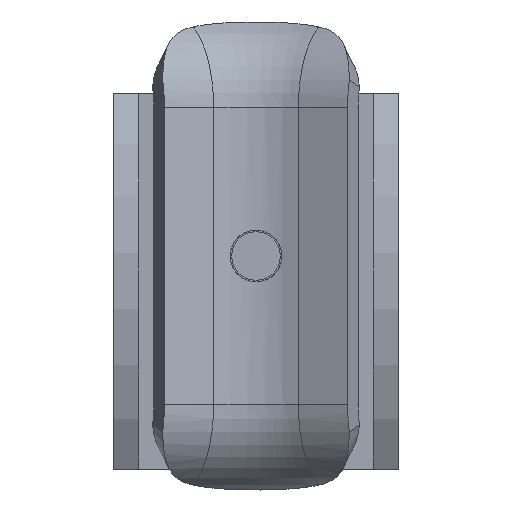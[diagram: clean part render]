
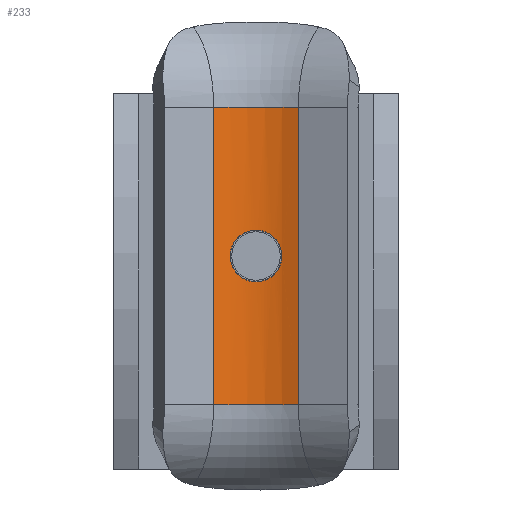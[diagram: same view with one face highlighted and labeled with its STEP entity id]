
A CAD part, front view. The second image highlights one B-rep face of the part: STEP entity #233.
In plain terms, the highlighted cylindrical face has radius 6 mm (diameter 12 mm), a partial arc.
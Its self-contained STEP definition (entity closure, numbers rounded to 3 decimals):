
#16 = EDGE_LOOP ( 'NONE', ( #262, #837, #1437, #1842 ) ) ;
#38 = CARTESIAN_POINT ( 'NONE',  ( -0.778, 1.884, 1.345 ) ) ;
#54 = VERTEX_POINT ( 'NONE', #3004 ) ;
#85 = DIRECTION ( 'NONE',  ( 1., 0., 0. ) ) ;
#233 = ADVANCED_FACE ( 'NONE', ( #4256, #1402 ), #3237, .F. ) ;
#262 = ORIENTED_EDGE ( 'NONE', *, *, #4460, .T. ) ;
#307 = CARTESIAN_POINT ( 'NONE',  ( 0.103, 1.934, -1.55 ) ) ;
#383 = CARTESIAN_POINT ( 'NONE',  ( -0.202, 1.934, 1.55 ) ) ;
#389 = DIRECTION ( 'NONE',  ( 1., 0., 0. ) ) ;
#427 = CARTESIAN_POINT ( 'NONE',  ( -0.946, 1.859, 1.232 ) ) ;
#496 = CARTESIAN_POINT ( 'NONE',  ( 2.536, 1.372, 8.89 ) ) ;
#503 = DIRECTION ( 'NONE',  ( 0., 0., 1. ) ) ;
#534 = CARTESIAN_POINT ( 'NONE',  ( -0.404, 1.921, -1.5 ) ) ;
#546 = CARTESIAN_POINT ( 'NONE',  ( -2.536, 1.372, -15. ) ) ;
#556 = CARTESIAN_POINT ( 'NONE',  ( -0.955, 1.859, -1.238 ) ) ;
#574 = AXIS2_PLACEMENT_3D ( 'NONE', #4042, #1959, #3370 ) ;
#580 = CARTESIAN_POINT ( 'NONE',  ( -0.503, 1.914, -1.47 ) ) ;
#644 = B_SPLINE_CURVE_WITH_KNOTS ( 'NONE', 3,
 ( #2031, #307, #2403, #3798, #1714, #1361, #2769, #1229, #2345, #2895, #2936, #1186, #3633, #3290, #2926, #2855, #4292, #2508, #4250, #2554, #2132, #2153, #3884, #3947, #813, #2202, #3534, #383, #1773, #724, #38, #427, #2577, #1823, #1473, #1516, #2881, #4315, #1423, #2833, #4227, #1085, #2487, #2992, #2249, #556, #3647, #580, #534, #1220, #3277, #3016 ),
 .UNSPECIFIED., .T., .F.,
 ( 4, 2, 2, 2, 2, 2, 2, 2, 2, 2, 2, 2, 2, 2, 2, 2, 2, 2, 2, 2, 2, 2, 2, 2, 2, 4 ),
 ( 0., 0., 0.001, 0.001, 0.001, 0.002, 0.002, 0.003, 0.003, 0.004, 0.004, 0.004, 0.005, 0.005, 0.005, 0.006, 0.006, 0.006, 0.007, 0.007, 0.008, 0.008, 0.009, 0.009, 0.009, 0.01 ),
 .UNSPECIFIED. ) ;
#724 = CARTESIAN_POINT ( 'NONE',  ( -0.687, 1.895, 1.393 ) ) ;
#757 = CARTESIAN_POINT ( 'NONE',  ( 0., 1.934, -1.55 ) ) ;
#813 = CARTESIAN_POINT ( 'NONE',  ( 0.405, 1.921, 1.5 ) ) ;
#837 = ORIENTED_EDGE ( 'NONE', *, *, #1379, .T. ) ;
#1085 = CARTESIAN_POINT ( 'NONE',  ( -1.501, 1.743, -0.402 ) ) ;
#1103 = DIRECTION ( 'NONE',  ( 0., 0., 1. ) ) ;
#1114 = CARTESIAN_POINT ( 'NONE',  ( 2.536, 1.372, -8.89 ) ) ;
#1186 = CARTESIAN_POINT ( 'NONE',  ( 1.509, 1.742, -0.409 ) ) ;
#1220 = CARTESIAN_POINT ( 'NONE',  ( -0.204, 1.931, -1.54 ) ) ;
#1229 = CARTESIAN_POINT ( 'NONE',  ( 0.946, 1.859, -1.232 ) ) ;
#1231 = LINE ( 'NONE', #546, #3140 ) ;
#1268 = CARTESIAN_POINT ( 'NONE',  ( -2.536, 1.372, -8.89 ) ) ;
#1360 = DIRECTION ( 'NONE',  ( 0., 0., 1. ) ) ;
#1361 = CARTESIAN_POINT ( 'NONE',  ( 0.689, 1.895, -1.392 ) ) ;
#1379 = EDGE_CURVE ( 'NONE', #2585, #54, #4063, .T. ) ;
#1402 = FACE_OUTER_BOUND ( 'NONE', #16, .T. ) ;
#1423 = CARTESIAN_POINT ( 'NONE',  ( -1.55, 1.73, 0.205 ) ) ;
#1437 = ORIENTED_EDGE ( 'NONE', *, *, #4131, .F. ) ;
#1473 = CARTESIAN_POINT ( 'NONE',  ( -1.232, 1.806, 0.946 ) ) ;
#1516 = CARTESIAN_POINT ( 'NONE',  ( -1.344, 1.782, 0.779 ) ) ;
#1540 = VERTEX_POINT ( 'NONE', #1114 ) ;
#1714 = CARTESIAN_POINT ( 'NONE',  ( 0.501, 1.914, -1.47 ) ) ;
#1773 = CARTESIAN_POINT ( 'NONE',  ( -0.407, 1.923, 1.509 ) ) ;
#1823 = CARTESIAN_POINT ( 'NONE',  ( -1.167, 1.82, 1.025 ) ) ;
#1842 = ORIENTED_EDGE ( 'NONE', *, *, #2670, .F. ) ;
#1905 = VECTOR ( 'NONE', #1360, 1000. ) ;
#1959 = DIRECTION ( 'NONE',  ( 0., 0., 1. ) ) ;
#2031 = CARTESIAN_POINT ( 'NONE',  ( 0., 1.934, -1.55 ) ) ;
#2132 = CARTESIAN_POINT ( 'NONE',  ( 0.947, 1.859, 1.232 ) ) ;
#2153 = CARTESIAN_POINT ( 'NONE',  ( 0.779, 1.884, 1.344 ) ) ;
#2180 = CIRCLE ( 'NONE', #574, 6. ) ;
#2188 = VERTEX_POINT ( 'NONE', #757 ) ;
#2202 = CARTESIAN_POINT ( 'NONE',  ( 0.205, 1.931, 1.54 ) ) ;
#2224 = ORIENTED_EDGE ( 'NONE', *, *, #3652, .F. ) ;
#2249 = CARTESIAN_POINT ( 'NONE',  ( -1.239, 1.806, -0.953 ) ) ;
#2345 = CARTESIAN_POINT ( 'NONE',  ( 1.025, 1.846, -1.167 ) ) ;
#2375 = LINE ( 'NONE', #3402, #1905 ) ;
#2403 = CARTESIAN_POINT ( 'NONE',  ( 0.204, 1.931, -1.54 ) ) ;
#2487 = CARTESIAN_POINT ( 'NONE',  ( -1.47, 1.751, -0.501 ) ) ;
#2508 = CARTESIAN_POINT ( 'NONE',  ( 1.354, 1.78, 0.782 ) ) ;
#2554 = CARTESIAN_POINT ( 'NONE',  ( 1.024, 1.846, 1.168 ) ) ;
#2577 = CARTESIAN_POINT ( 'NONE',  ( -1.024, 1.846, 1.168 ) ) ;
#2585 = VERTEX_POINT ( 'NONE', #496 ) ;
#2635 = VERTEX_POINT ( 'NONE', #1268 ) ;
#2670 = EDGE_CURVE ( 'NONE', #1540, #2635, #2180, .T. ) ;
#2769 = CARTESIAN_POINT ( 'NONE',  ( 0.778, 1.884, -1.345 ) ) ;
#2781 = AXIS2_PLACEMENT_3D ( 'NONE', #4207, #3909, #389 ) ;
#2833 = CARTESIAN_POINT ( 'NONE',  ( -1.55, 1.73, -0.101 ) ) ;
#2855 = CARTESIAN_POINT ( 'NONE',  ( 1.5, 1.743, 0.403 ) ) ;
#2881 = CARTESIAN_POINT ( 'NONE',  ( -1.392, 1.77, 0.69 ) ) ;
#2895 = CARTESIAN_POINT ( 'NONE',  ( 1.239, 1.806, -0.953 ) ) ;
#2926 = CARTESIAN_POINT ( 'NONE',  ( 1.54, 1.733, 0.204 ) ) ;
#2936 = CARTESIAN_POINT ( 'NONE',  ( 1.354, 1.78, -0.781 ) ) ;
#2992 = CARTESIAN_POINT ( 'NONE',  ( -1.354, 1.78, -0.781 ) ) ;
#3002 = EDGE_LOOP ( 'NONE', ( #2224 ) ) ;
#3004 = CARTESIAN_POINT ( 'NONE',  ( -2.536, 1.372, 8.89 ) ) ;
#3016 = CARTESIAN_POINT ( 'NONE',  ( 0., 1.934, -1.55 ) ) ;
#3140 = VECTOR ( 'NONE', #503, 1000. ) ;
#3211 = CARTESIAN_POINT ( 'NONE',  ( 0., -4.066, 8.89 ) ) ;
#3237 = CYLINDRICAL_SURFACE ( 'NONE', #2781, 6. ) ;
#3277 = CARTESIAN_POINT ( 'NONE',  ( -0.103, 1.934, -1.55 ) ) ;
#3290 = CARTESIAN_POINT ( 'NONE',  ( 1.55, 1.73, 0.101 ) ) ;
#3370 = DIRECTION ( 'NONE',  ( 1., 0., 0. ) ) ;
#3402 = CARTESIAN_POINT ( 'NONE',  ( 2.536, 1.372, -15. ) ) ;
#3534 = CARTESIAN_POINT ( 'NONE',  ( 0.102, 1.934, 1.55 ) ) ;
#3633 = CARTESIAN_POINT ( 'NONE',  ( 1.55, 1.73, -0.204 ) ) ;
#3647 = CARTESIAN_POINT ( 'NONE',  ( -0.783, 1.886, -1.353 ) ) ;
#3652 = EDGE_CURVE ( 'NONE', #2188, #2188, #644, .T. ) ;
#3798 = CARTESIAN_POINT ( 'NONE',  ( 0.403, 1.921, -1.5 ) ) ;
#3884 = CARTESIAN_POINT ( 'NONE',  ( 0.688, 1.895, 1.392 ) ) ;
#3909 = DIRECTION ( 'NONE',  ( 0., 0., 1. ) ) ;
#3947 = CARTESIAN_POINT ( 'NONE',  ( 0.501, 1.914, 1.47 ) ) ;
#4042 = CARTESIAN_POINT ( 'NONE',  ( 0., -4.066, -8.89 ) ) ;
#4063 = CIRCLE ( 'NONE', #4507, 6. ) ;
#4131 = EDGE_CURVE ( 'NONE', #2635, #54, #1231, .T. ) ;
#4207 = CARTESIAN_POINT ( 'NONE',  ( 0., -4.066, -15. ) ) ;
#4227 = CARTESIAN_POINT ( 'NONE',  ( -1.54, 1.733, -0.202 ) ) ;
#4250 = CARTESIAN_POINT ( 'NONE',  ( 1.24, 1.806, 0.952 ) ) ;
#4256 = FACE_BOUND ( 'NONE', #3002, .T. ) ;
#4292 = CARTESIAN_POINT ( 'NONE',  ( 1.471, 1.751, 0.5 ) ) ;
#4315 = CARTESIAN_POINT ( 'NONE',  ( -1.509, 1.741, 0.407 ) ) ;
#4460 = EDGE_CURVE ( 'NONE', #1540, #2585, #2375, .T. ) ;
#4507 = AXIS2_PLACEMENT_3D ( 'NONE', #3211, #1103, #85 ) ;
